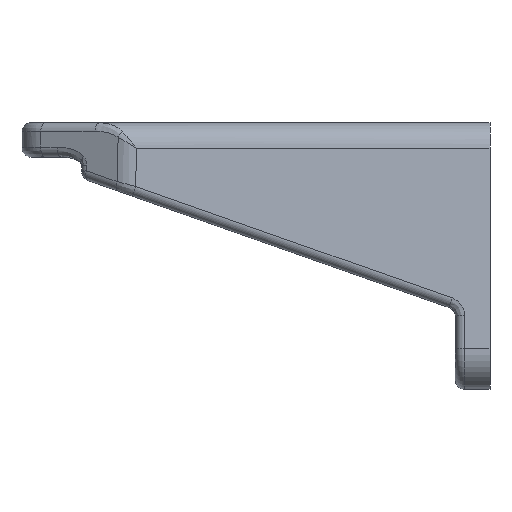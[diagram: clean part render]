
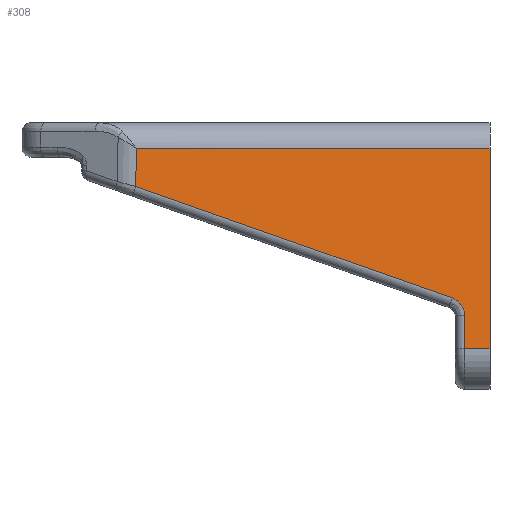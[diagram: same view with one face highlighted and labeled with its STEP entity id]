
A CAD part, left-side view. The second image highlights one B-rep face of the part: STEP entity #308.
In plain terms, the highlighted planar face has unit normal (-0.996, 0, 0.087).
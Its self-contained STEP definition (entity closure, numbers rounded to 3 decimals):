
#8 = VERTEX_POINT ( 'NONE', #5953 ) ;
#13 = DIRECTION ( 'NONE',  ( -0.029, -0.943, -0.332 ) ) ;
#258 = ORIENTED_EDGE ( 'NONE', *, *, #2097, .T. ) ;
#308 = ADVANCED_FACE ( 'NONE', ( #6372 ), #3891, .T. ) ;
#380 = VECTOR ( 'NONE', #776, 1000. ) ;
#550 = CARTESIAN_POINT ( 'NONE',  ( -21.113, 2.7, -24.151 ) ) ;
#776 = DIRECTION ( 'NONE',  ( 0., -1., 0. ) ) ;
#781 = VERTEX_POINT ( 'NONE', #1527 ) ;
#1155 = LINE ( 'NONE', #3693, #380 ) ;
#1288 = CARTESIAN_POINT ( 'NONE',  ( -20.804, 2.7, -20.621 ) ) ;
#1359 = CARTESIAN_POINT ( 'NONE',  ( -21.113, 0., -24.151 ) ) ;
#1444 = CARTESIAN_POINT ( 'NONE',  ( -19.666, 37.878, -7.617 ) ) ;
#1527 = CARTESIAN_POINT ( 'NONE',  ( -20.804, 2.7, -20.621 ) ) ;
#2076 = VERTEX_POINT ( 'NONE', #2788 ) ;
#2097 = EDGE_CURVE ( 'NONE', #5153, #781, #5130, .T. ) ;
#2109 = CARTESIAN_POINT ( 'NONE',  ( -20.639, 4.036, -18.734 ) ) ;
#2356 = CARTESIAN_POINT ( 'NONE',  ( -19.597, 37.86, -6.827 ) ) ;
#2511 = DIRECTION ( 'NONE',  ( -0.087, 0., -0.996 ) ) ;
#2571 = ORIENTED_EDGE ( 'NONE', *, *, #2989, .T. ) ;
#2770 = VECTOR ( 'NONE', #2859, 1000. ) ;
#2788 = CARTESIAN_POINT ( 'NONE',  ( -19.24, 37.764, -2.739 ) ) ;
#2859 = DIRECTION ( 'NONE',  ( 0., 1., 0. ) ) ;
#2922 = VECTOR ( 'NONE', #2511, 1000. ) ;
#2989 = EDGE_CURVE ( 'NONE', #3425, #5153, #4454, .T. ) ;
#3098 = ORIENTED_EDGE ( 'NONE', *, *, #4996, .T. ) ;
#3167 = VECTOR ( 'NONE', #6030, 1000. ) ;
#3290 = EDGE_CURVE ( 'NONE', #8, #4548, #1155, .T. ) ;
#3425 = VERTEX_POINT ( 'NONE', #2356 ) ;
#3537 = ORIENTED_EDGE ( 'NONE', *, *, #4332, .F. ) ;
#3561 = EDGE_LOOP ( 'NONE', ( #3098, #2571, #258, #4049, #5350, #3537, #4557 ) ) ;
#3693 = CARTESIAN_POINT ( 'NONE',  ( -21.113, 50., -24.151 ) ) ;
#3752 = CARTESIAN_POINT ( 'NONE',  ( -18.742, 0., 2.952 ) ) ;
#3833 = EDGE_CURVE ( 'NONE', #5882, #2076, #5384, .T. ) ;
#3891 = PLANE ( 'NONE',  #5079 ) ;
#4049 = ORIENTED_EDGE ( 'NONE', *, *, #4982, .T. ) ;
#4304 = CARTESIAN_POINT ( 'NONE',  ( -20.727, 2.7, -19.743 ) ) ;
#4332 = EDGE_CURVE ( 'NONE', #5882, #4548, #4359, .T. ) ;
#4349 = LINE ( 'NONE', #1444, #3167 ) ;
#4359 = LINE ( 'NONE', #3752, #5231 ) ;
#4367 = VECTOR ( 'NONE', #13, 1000. ) ;
#4454 = LINE ( 'NONE', #6477, #4367 ) ;
#4548 = VERTEX_POINT ( 'NONE', #1359 ) ;
#4557 = ORIENTED_EDGE ( 'NONE', *, *, #3833, .T. ) ;
#4982 = EDGE_CURVE ( 'NONE', #781, #8, #5524, .T. ) ;
#4996 = EDGE_CURVE ( 'NONE', #2076, #3425, #4349, .T. ) ;
#5079 = AXIS2_PLACEMENT_3D ( 'NONE', #6405, #5925, #6449 ) ;
#5130 =( BOUNDED_CURVE ( )  B_SPLINE_CURVE ( 3, ( #5788, #5747, #4304, #1288 ),
 .UNSPECIFIED., .F., .F. ) 
 B_SPLINE_CURVE_WITH_KNOTS ( ( 4, 4 ),
 ( 0.339, 1.571 ),
 .UNSPECIFIED. ) 
 CURVE ( )  GEOMETRIC_REPRESENTATION_ITEM ( )  RATIONAL_B_SPLINE_CURVE ( ( 1., 0.877, 0.877, 1. ) ) 
 REPRESENTATION_ITEM ( '' )  );
#5153 = VERTEX_POINT ( 'NONE', #2109 ) ;
#5231 = VECTOR ( 'NONE', #6265, 1000. ) ;
#5343 = CARTESIAN_POINT ( 'NONE',  ( -19.24, 50., -2.739 ) ) ;
#5350 = ORIENTED_EDGE ( 'NONE', *, *, #3290, .T. ) ;
#5384 = LINE ( 'NONE', #5343, #2770 ) ;
#5524 = LINE ( 'NONE', #550, #2922 ) ;
#5747 = CARTESIAN_POINT ( 'NONE',  ( -20.665, 3.207, -19.026 ) ) ;
#5788 = CARTESIAN_POINT ( 'NONE',  ( -20.639, 4.036, -18.734 ) ) ;
#5882 = VERTEX_POINT ( 'NONE', #6343 ) ;
#5925 = DIRECTION ( 'NONE',  ( -0.996, 0., 0.087 ) ) ;
#5953 = CARTESIAN_POINT ( 'NONE',  ( -21.113, 2.7, -24.151 ) ) ;
#6030 = DIRECTION ( 'NONE',  ( -0.087, 0.023, -0.996 ) ) ;
#6265 = DIRECTION ( 'NONE',  ( -0.087, 0., -0.996 ) ) ;
#6343 = CARTESIAN_POINT ( 'NONE',  ( -19.24, 0., -2.739 ) ) ;
#6372 = FACE_OUTER_BOUND ( 'NONE', #3561, .T. ) ;
#6405 = CARTESIAN_POINT ( 'NONE',  ( -19., 50., 0. ) ) ;
#6449 = DIRECTION ( 'NONE',  ( 0., 1., 0. ) ) ;
#6477 = CARTESIAN_POINT ( 'NONE',  ( -19.199, 50.805, -2.269 ) ) ;
